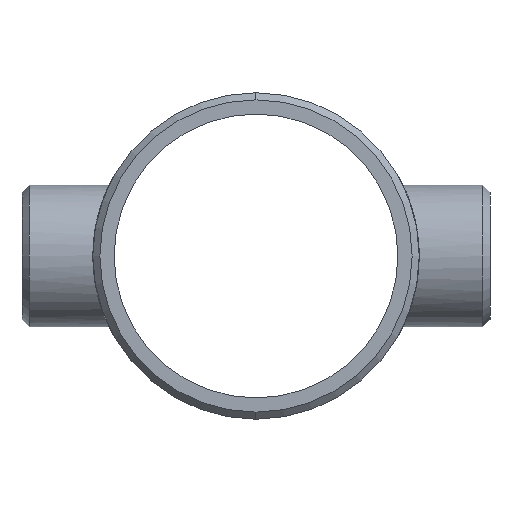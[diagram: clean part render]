
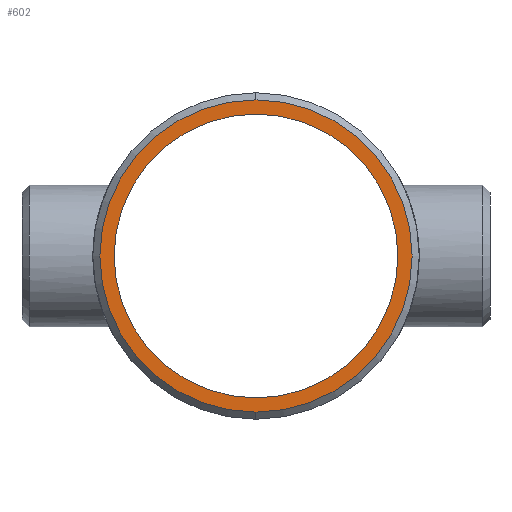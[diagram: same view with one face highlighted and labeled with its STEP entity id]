
A CAD part, left-side view. The second image highlights one B-rep face of the part: STEP entity #602.
In plain terms, the highlighted planar face has unit normal (-1, 0, 0).
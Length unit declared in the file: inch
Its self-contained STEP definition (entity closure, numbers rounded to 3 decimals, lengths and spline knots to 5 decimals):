
#15 = DIRECTION ( 'NONE',  ( 0., 0., 1. ) ) ;
#36 = PLANE ( 'NONE',  #195 ) ;
#64 = EDGE_CURVE ( 'NONE', #781, #744, #569, .T. ) ;
#107 = VERTEX_POINT ( 'NONE', #792 ) ;
#115 = CARTESIAN_POINT ( 'NONE',  ( -5.62, 0., -3.1685 ) ) ;
#123 = FACE_BOUND ( 'NONE', #804, .T. ) ;
#137 = EDGE_CURVE ( 'NONE', #744, #781, #1218, .T. ) ;
#139 = EDGE_LOOP ( 'NONE', ( #532, #1215 ) ) ;
#195 = AXIS2_PLACEMENT_3D ( 'NONE', #417, #701, #696 ) ;
#275 = EDGE_CURVE ( 'NONE', #1072, #107, #1086, .T. ) ;
#298 = CARTESIAN_POINT ( 'NONE',  ( -5.62, 0., 0. ) ) ;
#315 = CIRCLE ( 'NONE', #475, 3.1685 ) ;
#316 = DIRECTION ( 'NONE',  ( -1., 0., 0. ) ) ;
#358 = ORIENTED_EDGE ( 'NONE', *, *, #64, .T. ) ;
#415 = DIRECTION ( 'NONE',  ( 1., 0., 0. ) ) ;
#417 = CARTESIAN_POINT ( 'NONE',  ( -5.62, 0., 0. ) ) ;
#475 = AXIS2_PLACEMENT_3D ( 'NONE', #978, #973, #1176 ) ;
#482 = DIRECTION ( 'NONE',  ( 0., 0., 1. ) ) ;
#498 = ORIENTED_EDGE ( 'NONE', *, *, #137, .T. ) ;
#532 = ORIENTED_EDGE ( 'NONE', *, *, #275, .T. ) ;
#541 = AXIS2_PLACEMENT_3D ( 'NONE', #298, #316, #482 ) ;
#569 = CIRCLE ( 'NONE', #1054, 2.8805 ) ;
#602 = ADVANCED_FACE ( 'NONE', ( #618, #123 ), #36, .T. ) ;
#618 = FACE_OUTER_BOUND ( 'NONE', #139, .T. ) ;
#626 = DIRECTION ( 'NONE',  ( 0., 0., 1. ) ) ;
#669 = AXIS2_PLACEMENT_3D ( 'NONE', #883, #415, #15 ) ;
#696 = DIRECTION ( 'NONE',  ( 0., 0., -1. ) ) ;
#701 = DIRECTION ( 'NONE',  ( -1., 0., 0. ) ) ;
#719 = CARTESIAN_POINT ( 'NONE',  ( -5.62, 0., 2.8805 ) ) ;
#723 = CARTESIAN_POINT ( 'NONE',  ( -5.62, 0., 0. ) ) ;
#744 = VERTEX_POINT ( 'NONE', #820 ) ;
#781 = VERTEX_POINT ( 'NONE', #719 ) ;
#792 = CARTESIAN_POINT ( 'NONE',  ( -5.62, 0., 3.1685 ) ) ;
#804 = EDGE_LOOP ( 'NONE', ( #358, #498 ) ) ;
#820 = CARTESIAN_POINT ( 'NONE',  ( -5.62, 0., -2.8805 ) ) ;
#883 = CARTESIAN_POINT ( 'NONE',  ( -5.62, 0., 0. ) ) ;
#973 = DIRECTION ( 'NONE',  ( -1., 0., 0. ) ) ;
#978 = CARTESIAN_POINT ( 'NONE',  ( -5.62, 0., 0. ) ) ;
#993 = EDGE_CURVE ( 'NONE', #107, #1072, #315, .T. ) ;
#1054 = AXIS2_PLACEMENT_3D ( 'NONE', #723, #1109, #626 ) ;
#1072 = VERTEX_POINT ( 'NONE', #115 ) ;
#1086 = CIRCLE ( 'NONE', #541, 3.1685 ) ;
#1109 = DIRECTION ( 'NONE',  ( 1., 0., 0. ) ) ;
#1176 = DIRECTION ( 'NONE',  ( 0., 0., 1. ) ) ;
#1215 = ORIENTED_EDGE ( 'NONE', *, *, #993, .T. ) ;
#1218 = CIRCLE ( 'NONE', #669, 2.8805 ) ;
